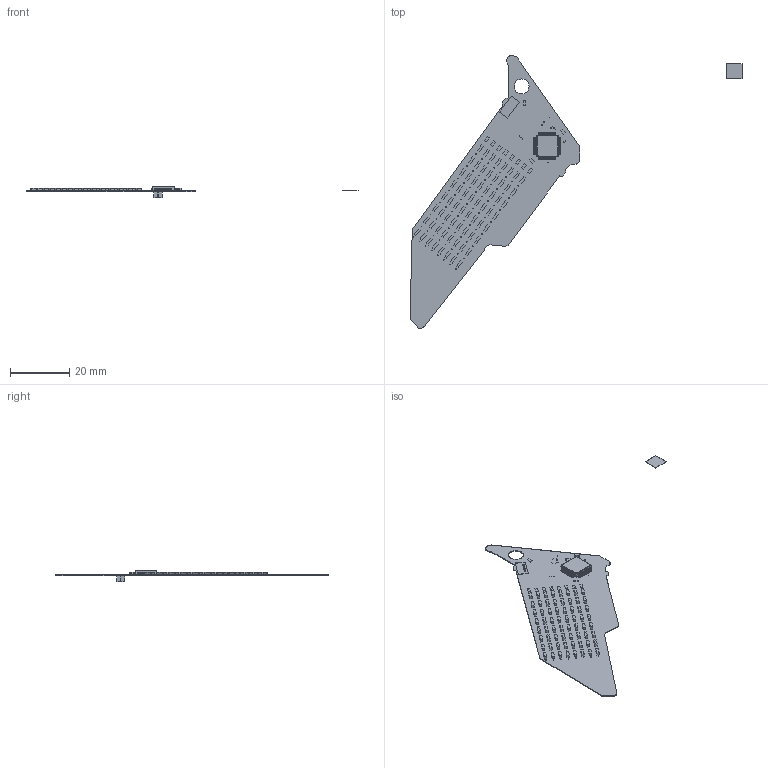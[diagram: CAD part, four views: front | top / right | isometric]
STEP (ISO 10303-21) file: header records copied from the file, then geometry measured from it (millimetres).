
FILE_DESCRIPTION(/* description */ (''),/* implementation_level */ '2;1');
FILE_NAME(/* name */ '8c6470aa-de20-46e5-a1c2-26af6b441c83.stp',/* time_stamp */ '2023-07-05T21:33:49Z',/* author */ (''),/* organization */ (''),/* preprocessor_version */ 'ST-DEVELOPER v20',/* originating_system */ 'Autodesk Translation Framework v12.9.0.99',/* authorisation */ '');
FILE_SCHEMA (('AUTOMOTIVE_DESIGN { 1 0 10303 214 3 1 1 }'));
Length unit declared in the file: millimetre
Products named in the file (10): 8c6470aa-de20-46e5-a1c2-26af6b441c83; PCB Component; Board; 0.1uF; 500r; PTR1B1,27; STM32L431CC; CHIP-LED0603; 4-PIN-1.25MM; TACTILE_SWITCH_SMD_5.2MM
Assembly tree (82 placements, depth 3):
  8c6470aa-de20-46e5-a1c2-26af6b441c83
    PCB Component
      Board
      0.1uF
      500r  x10
      PTR1B1,27  x2
      STM32L431CC
      CHIP-LED0603  x64
      4-PIN-1.25MM
      TACTILE_SWITCH_SMD_5.2MM
Bounding box: 111.76 x 91.93 x 3.89 mm (x, y, z)
Volume: 785.4 mm3; surface area: 5319.9 mm2
Topology: 81 solids, 81 shells, 1235 faces, 3068 edges, 2044 vertices
Faces by surface type: plane 952, cylinder 283
Full cylindrical faces by diameter (mm): 0.2 x80, 0.3 x1, 0.35 x2, 0.5 x4, 5 x1
Entity records: 27382 total; most frequent: CARTESIAN_POINT 4541, DIRECTION 4536, ORIENTED_EDGE 4384, EDGE_CURVE 2192, LINE 1626, VECTOR 1626, VERTEX_POINT 1460, AXIS2_PLACEMENT_3D 1455
